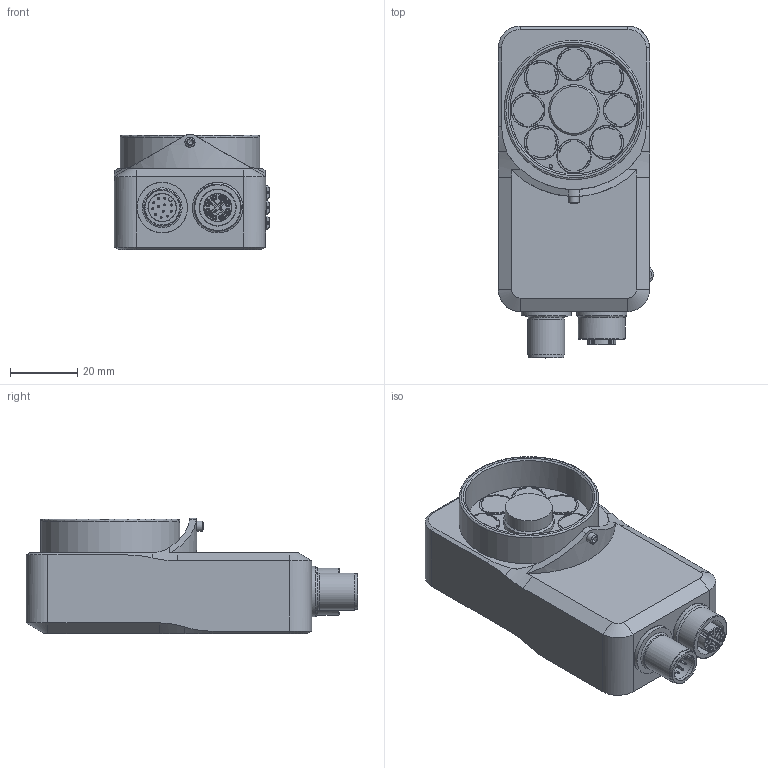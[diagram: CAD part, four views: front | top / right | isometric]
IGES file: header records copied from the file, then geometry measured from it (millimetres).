
Global section: file name: CS62-Marketing Model; native system: Autodesk Inventor 2025; preprocessor: unknown; author: cf; organization: di-soric GmbH & Co. KG; date: 20250606.102844; units: millimetre
Bounding box: 46.2 x 98.8 x 34.29 mm (x, y, z)
Volume: 93819 mm3; surface area: 21177.1 mm2
Topology: 9 solids, 9 shells, 1532 faces, 4063 edges, 2612 vertices
Faces by surface type: bspline 1532
